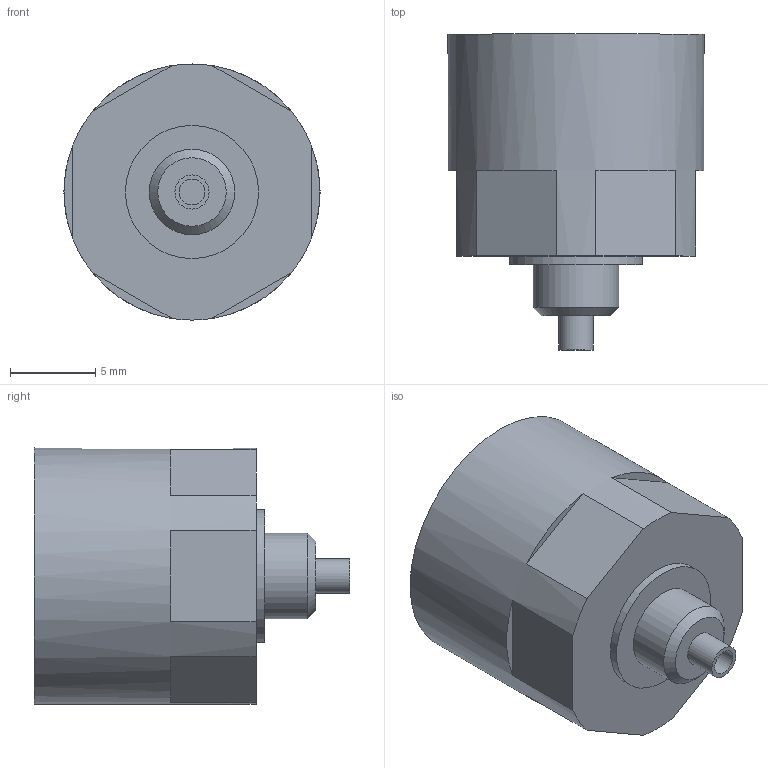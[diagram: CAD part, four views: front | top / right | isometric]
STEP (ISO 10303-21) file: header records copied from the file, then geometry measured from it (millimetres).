
FILE_DESCRIPTION(/* description */ ('STEP AP214'),/* implementation_level */ '2;1');
FILE_NAME(/* name */ '132341_MA-15-145-M5-PSI',/* time_stamp */ '2024-09-05T02:48:31+02:00',/* author */ ('License CC BY-ND 4.0'),/* organization */ ('CADENAS'),/* preprocessor_version */ 'ST-DEVELOPER v19.3',/* originating_system */ 'PARTsolutions',/* authorisation */ ' ');
FILE_SCHEMA (('AUTOMOTIVE_DESIGN {1 0 10303 214 3 1 1}'));
Length unit declared in the file: millimetre
Products named in the file (1): 132341 MA-15-145-M5-PSI
Bounding box: 15 x 18.5 x 15 mm (x, y, z)
Volume: 2321.5 mm3; surface area: 1053 mm2
Topology: 1 solids, 1 shells, 24 faces, 53 edges, 35 vertices
Faces by surface type: plane 18, cylinder 5, cone 1
Full cylindrical faces by diameter (mm): 1.5 x1, 2 x1, 5 x1, 7.8 x1, 15 x1
Entity records: 662 total; most frequent: DIRECTION 118, CARTESIAN_POINT 105, ORIENTED_EDGE 92, AXIS2_PLACEMENT_3D 47, EDGE_CURVE 46, VERTEX_POINT 34, EDGE_LOOP 34, FACE_BOUND 34
